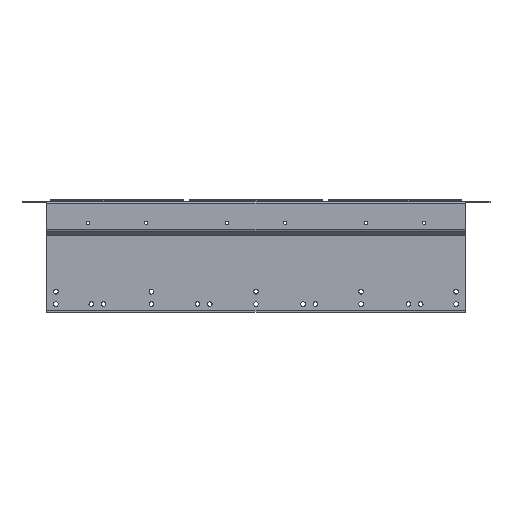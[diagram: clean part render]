
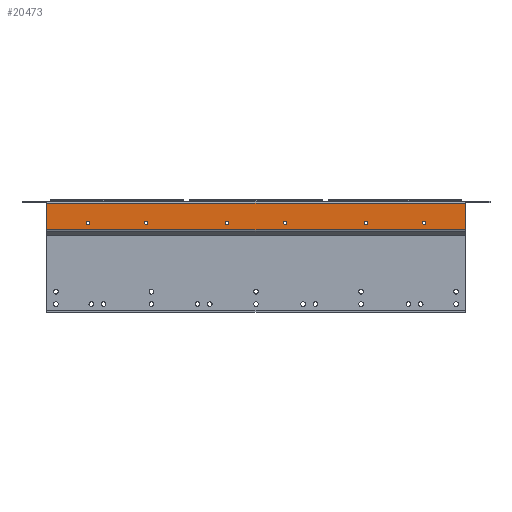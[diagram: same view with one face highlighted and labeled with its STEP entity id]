
A CAD part, front view. The second image highlights one B-rep face of the part: STEP entity #20473.
In plain terms, the highlighted face is planar.
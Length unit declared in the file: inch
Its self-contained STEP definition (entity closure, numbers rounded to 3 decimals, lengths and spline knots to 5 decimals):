
#926 = DIRECTION ( 'NONE',  ( -1., 0., 0. ) ) ;
#1423 = ORIENTED_EDGE ( 'NONE', *, *, #2131, .F. ) ;
#2131 = EDGE_CURVE ( 'NONE', #18664, #49190, #58394, .T. ) ;
#4274 = AXIS2_PLACEMENT_3D ( 'NONE', #10802, #56224, #17314 ) ;
#5879 = AXIS2_PLACEMENT_3D ( 'NONE', #47271, #8350, #53768 ) ;
#6594 = ORIENTED_EDGE ( 'NONE', *, *, #9833, .T. ) ;
#6657 = FACE_OUTER_BOUND ( 'NONE', #35005, .T. ) ;
#8350 = DIRECTION ( 'NONE',  ( 0., 0., -1. ) ) ;
#8672 = FACE_BOUND ( 'NONE', #43111, .T. ) ;
#8874 = EDGE_CURVE ( 'NONE', #66238, #49190, #39051, .T. ) ;
#9123 = EDGE_LOOP ( 'NONE', ( #38475 ) ) ;
#9833 = EDGE_CURVE ( 'NONE', #25440, #25440, #21399, .T. ) ;
#10096 = EDGE_CURVE ( 'NONE', #75191, #75191, #33510, .T. ) ;
#10802 = CARTESIAN_POINT ( 'NONE',  ( 6.825, -0.80614, 0.865 ) ) ;
#11885 = AXIS2_PLACEMENT_3D ( 'NONE', #52045, #13118, #58542 ) ;
#13118 = DIRECTION ( 'NONE',  ( 0., 0., -1. ) ) ;
#14879 = LINE ( 'NONE', #72233, #82003 ) ;
#17314 = DIRECTION ( 'NONE',  ( -1., 0., 0. ) ) ;
#18664 = VERTEX_POINT ( 'NONE', #23073 ) ;
#20127 = CARTESIAN_POINT ( 'NONE',  ( 1.182, -0.80614, 0.865 ) ) ;
#20473 = ADVANCED_FACE ( 'NONE', ( #43210, #8672, #25963, #58453, #41151, #23906, #6657 ), #72994, .F. ) ;
#21399 = CIRCLE ( 'NONE', #11885, 0.069 ) ;
#22224 = CARTESIAN_POINT ( 'NONE',  ( 8.5, 0.06, 0.865 ) ) ;
#22665 = CARTESIAN_POINT ( 'NONE',  ( 1.113, -0.80614, 0.865 ) ) ;
#23073 = CARTESIAN_POINT ( 'NONE',  ( 8.5, -1.08959, 0.865 ) ) ;
#23171 = DIRECTION ( 'NONE',  ( 0., 0., -1. ) ) ;
#23906 = FACE_BOUND ( 'NONE', #9123, .T. ) ;
#25440 = VERTEX_POINT ( 'NONE', #60967 ) ;
#25963 = FACE_BOUND ( 'NONE', #49102, .T. ) ;
#26656 = DIRECTION ( 'NONE',  ( -1., 0., 0. ) ) ;
#27560 = CARTESIAN_POINT ( 'NONE',  ( -9.5, 0.06, 0.865 ) ) ;
#27644 = EDGE_CURVE ( 'NONE', #66108, #66108, #28221, .T. ) ;
#27884 = EDGE_CURVE ( 'NONE', #48896, #48896, #58601, .T. ) ;
#28173 = ORIENTED_EDGE ( 'NONE', *, *, #8874, .T. ) ;
#28221 = CIRCLE ( 'NONE', #38486, 0.069 ) ;
#28374 = DIRECTION ( 'NONE',  ( -1., 0., 0. ) ) ;
#33402 = ORIENTED_EDGE ( 'NONE', *, *, #59569, .T. ) ;
#33510 = CIRCLE ( 'NONE', #4274, 0.069 ) ;
#34103 = DIRECTION ( 'NONE',  ( 0., 0., -1. ) ) ;
#35005 = EDGE_LOOP ( 'NONE', ( #1423, #63335, #33402, #28173 ) ) ;
#36115 = ORIENTED_EDGE ( 'NONE', *, *, #27644, .T. ) ;
#36333 = CARTESIAN_POINT ( 'NONE',  ( 4.394, -0.80614, 0.865 ) ) ;
#36758 = CARTESIAN_POINT ( 'NONE',  ( 4.463, -0.80614, 0.865 ) ) ;
#37035 = VECTOR ( 'NONE', #42215, 39.37008 ) ;
#38475 = ORIENTED_EDGE ( 'NONE', *, *, #10096, .T. ) ;
#38486 = AXIS2_PLACEMENT_3D ( 'NONE', #20127, #65488, #26656 ) ;
#39051 = LINE ( 'NONE', #48769, #37035 ) ;
#41107 = VECTOR ( 'NONE', #28374, 39.37008 ) ;
#41151 = FACE_BOUND ( 'NONE', #55509, .T. ) ;
#41531 = EDGE_LOOP ( 'NONE', ( #61881 ) ) ;
#42126 = ORIENTED_EDGE ( 'NONE', *, *, #27884, .T. ) ;
#42215 = DIRECTION ( 'NONE',  ( 0., -1., 0. ) ) ;
#42515 = CARTESIAN_POINT ( 'NONE',  ( -4.527, -0.80614, 0.865 ) ) ;
#43111 = EDGE_LOOP ( 'NONE', ( #77689 ) ) ;
#43210 = FACE_BOUND ( 'NONE', #41531, .T. ) ;
#43219 = DIRECTION ( 'NONE',  ( -1., 0., 0. ) ) ;
#47271 = CARTESIAN_POINT ( 'NONE',  ( -4.458, -0.80614, 0.865 ) ) ;
#47678 = CARTESIAN_POINT ( 'NONE',  ( 8.5, -1.08959, 0.865 ) ) ;
#48577 = AXIS2_PLACEMENT_3D ( 'NONE', #27560, #34103, #79518 ) ;
#48606 = EDGE_CURVE ( 'NONE', #75298, #75298, #69587, .T. ) ;
#48769 = CARTESIAN_POINT ( 'NONE',  ( -8.5, 0.06, 0.865 ) ) ;
#48896 = VERTEX_POINT ( 'NONE', #68066 ) ;
#49102 = EDGE_LOOP ( 'NONE', ( #36115 ) ) ;
#49190 = VERTEX_POINT ( 'NONE', #68990 ) ;
#50871 = CIRCLE ( 'NONE', #52592, 0.069 ) ;
#52045 = CARTESIAN_POINT ( 'NONE',  ( -1.18, -0.80614, 0.865 ) ) ;
#52592 = AXIS2_PLACEMENT_3D ( 'NONE', #36758, #82165, #43219 ) ;
#53768 = DIRECTION ( 'NONE',  ( -1., 0., 0. ) ) ;
#53924 = VERTEX_POINT ( 'NONE', #36333 ) ;
#54604 = DIRECTION ( 'NONE',  ( 0., -1., 0. ) ) ;
#55509 = EDGE_LOOP ( 'NONE', ( #42126 ) ) ;
#56224 = DIRECTION ( 'NONE',  ( 0., 0., -1. ) ) ;
#58394 = LINE ( 'NONE', #47678, #41107 ) ;
#58453 = FACE_BOUND ( 'NONE', #72150, .T. ) ;
#58542 = DIRECTION ( 'NONE',  ( -1., 0., 0. ) ) ;
#58598 = AXIS2_PLACEMENT_3D ( 'NONE', #62034, #23171, #68602 ) ;
#58601 = CIRCLE ( 'NONE', #58598, 0.069 ) ;
#59569 = EDGE_CURVE ( 'NONE', #60220, #66238, #14879, .T. ) ;
#59943 = LINE ( 'NONE', #22224, #75203 ) ;
#60220 = VERTEX_POINT ( 'NONE', #66158 ) ;
#60967 = CARTESIAN_POINT ( 'NONE',  ( -1.249, -0.80614, 0.865 ) ) ;
#61881 = ORIENTED_EDGE ( 'NONE', *, *, #66354, .T. ) ;
#62034 = CARTESIAN_POINT ( 'NONE',  ( -6.82, -0.80614, 0.865 ) ) ;
#63335 = ORIENTED_EDGE ( 'NONE', *, *, #77446, .F. ) ;
#65488 = DIRECTION ( 'NONE',  ( 0., 0., -1. ) ) ;
#66108 = VERTEX_POINT ( 'NONE', #22665 ) ;
#66158 = CARTESIAN_POINT ( 'NONE',  ( 8.5, -0.01, 0.865 ) ) ;
#66238 = VERTEX_POINT ( 'NONE', #74471 ) ;
#66354 = EDGE_CURVE ( 'NONE', #53924, #53924, #50871, .T. ) ;
#67498 = CARTESIAN_POINT ( 'NONE',  ( 6.756, -0.80614, 0.865 ) ) ;
#68066 = CARTESIAN_POINT ( 'NONE',  ( -6.889, -0.80614, 0.865 ) ) ;
#68602 = DIRECTION ( 'NONE',  ( -1., 0., 0. ) ) ;
#68990 = CARTESIAN_POINT ( 'NONE',  ( -8.5, -1.08959, 0.865 ) ) ;
#69587 = CIRCLE ( 'NONE', #5879, 0.069 ) ;
#72150 = EDGE_LOOP ( 'NONE', ( #6594 ) ) ;
#72233 = CARTESIAN_POINT ( 'NONE',  ( 8.5, -0.01, 0.865 ) ) ;
#72994 = PLANE ( 'NONE',  #48577 ) ;
#74471 = CARTESIAN_POINT ( 'NONE',  ( -8.5, -0.01, 0.865 ) ) ;
#75191 = VERTEX_POINT ( 'NONE', #67498 ) ;
#75203 = VECTOR ( 'NONE', #54604, 39.37008 ) ;
#75298 = VERTEX_POINT ( 'NONE', #42515 ) ;
#77446 = EDGE_CURVE ( 'NONE', #60220, #18664, #59943, .T. ) ;
#77689 = ORIENTED_EDGE ( 'NONE', *, *, #48606, .T. ) ;
#79518 = DIRECTION ( 'NONE',  ( -1., 0., 0. ) ) ;
#82003 = VECTOR ( 'NONE', #926, 39.37008 ) ;
#82165 = DIRECTION ( 'NONE',  ( 0., 0., -1. ) ) ;
